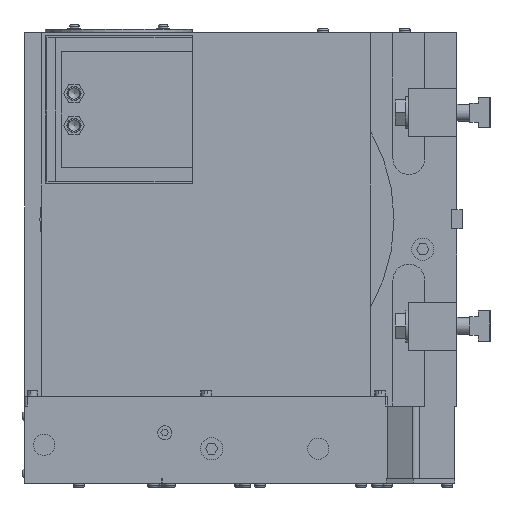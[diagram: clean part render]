
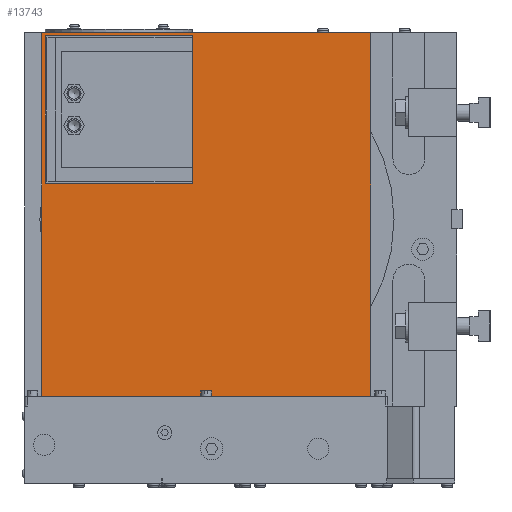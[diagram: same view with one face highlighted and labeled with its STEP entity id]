
A CAD part, left-side view. The second image highlights one B-rep face of the part: STEP entity #13743.
In plain terms, the highlighted planar face has unit normal (-1, 0, 0).
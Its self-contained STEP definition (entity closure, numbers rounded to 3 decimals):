
#1868=ORIENTED_EDGE('',*,*,#5046,.T.);
#1869=ORIENTED_EDGE('',*,*,#5047,.T.);
#1870=ORIENTED_EDGE('',*,*,#5048,.T.);
#1871=ORIENTED_EDGE('',*,*,#5049,.T.);
#1872=ORIENTED_EDGE('',*,*,#4902,.F.);
#1873=ORIENTED_EDGE('',*,*,#5045,.F.);
#1874=ORIENTED_EDGE('',*,*,#5050,.T.);
#1875=ORIENTED_EDGE('',*,*,#5038,.T.);
#4902=EDGE_CURVE('',#6598,#6595,#8026,.T.);
#5038=EDGE_CURVE('',#6703,#6595,#8129,.T.);
#5045=EDGE_CURVE('',#6707,#6598,#8135,.T.);
#5046=EDGE_CURVE('',#6708,#6709,#8136,.T.);
#5047=EDGE_CURVE('',#6709,#6710,#8137,.T.);
#5048=EDGE_CURVE('',#6710,#6711,#8138,.T.);
#5049=EDGE_CURVE('',#6711,#6708,#8139,.T.);
#5050=EDGE_CURVE('',#6707,#6703,#8140,.T.);
#6595=VERTEX_POINT('',#20980);
#6598=VERTEX_POINT('',#20985);
#6703=VERTEX_POINT('',#21270);
#6707=VERTEX_POINT('',#21282);
#6708=VERTEX_POINT('',#21286);
#6709=VERTEX_POINT('',#21287);
#6710=VERTEX_POINT('',#21289);
#6711=VERTEX_POINT('',#21291);
#8026=LINE('',#20986,#9295);
#8129=LINE('',#21269,#9398);
#8135=LINE('',#21283,#9404);
#8136=LINE('',#21285,#9405);
#8137=LINE('',#21288,#9406);
#8138=LINE('',#21290,#9407);
#8139=LINE('',#21292,#9408);
#8140=LINE('',#21293,#9409);
#9295=VECTOR('',#16696,1000.);
#9398=VECTOR('',#16951,1000.);
#9404=VECTOR('',#16963,1000.);
#9405=VECTOR('',#16966,1000.);
#9406=VECTOR('',#16967,1000.);
#9407=VECTOR('',#16968,1000.);
#9408=VECTOR('',#16969,1000.);
#9409=VECTOR('',#16970,1000.);
#10467=EDGE_LOOP('',(#1868,#1869,#1870,#1871));
#10468=EDGE_LOOP('',(#1872,#1873,#1874,#1875));
#11808=FACE_BOUND('',#10467,.T.);
#11809=FACE_BOUND('',#10468,.T.);
#13089=PLANE('',#14786);
#13743=ADVANCED_FACE('',(#11808,#11809),#13089,.T.);
#14786=AXIS2_PLACEMENT_3D('',#21284,#16964,#16965);
#16696=DIRECTION('',(0.,1.,0.));
#16951=DIRECTION('',(0.,0.,-1.));
#16963=DIRECTION('',(0.,0.,-1.));
#16964=DIRECTION('',(-1.,0.,0.));
#16965=DIRECTION('',(0.,0.,1.));
#16966=DIRECTION('',(0.,0.,1.));
#16967=DIRECTION('',(0.,-1.,0.));
#16968=DIRECTION('',(0.,0.,-1.));
#16969=DIRECTION('',(0.,1.,0.));
#16970=DIRECTION('',(0.,1.,0.));
#20980=CARTESIAN_POINT('',(-357.,164.,-341.));
#20985=CARTESIAN_POINT('',(-357.,-144.,-341.));
#20986=CARTESIAN_POINT('',(-357.,164.,-341.));
#21269=CARTESIAN_POINT('',(-357.,164.,0.));
#21270=CARTESIAN_POINT('',(-357.,164.,0.));
#21282=CARTESIAN_POINT('',(-357.,-144.,0.));
#21283=CARTESIAN_POINT('',(-357.,-144.,0.));
#21284=CARTESIAN_POINT('',(-357.,164.,0.));
#21285=CARTESIAN_POINT('',(-357.,161.,-3.));
#21286=CARTESIAN_POINT('',(-357.,161.,-141.));
#21287=CARTESIAN_POINT('',(-357.,161.,-3.));
#21288=CARTESIAN_POINT('',(-357.,161.,-3.));
#21289=CARTESIAN_POINT('',(-357.,23.,-3.));
#21290=CARTESIAN_POINT('',(-357.,23.,-3.));
#21291=CARTESIAN_POINT('',(-357.,23.,-141.));
#21292=CARTESIAN_POINT('',(-357.,161.,-141.));
#21293=CARTESIAN_POINT('',(-357.,164.,0.));
